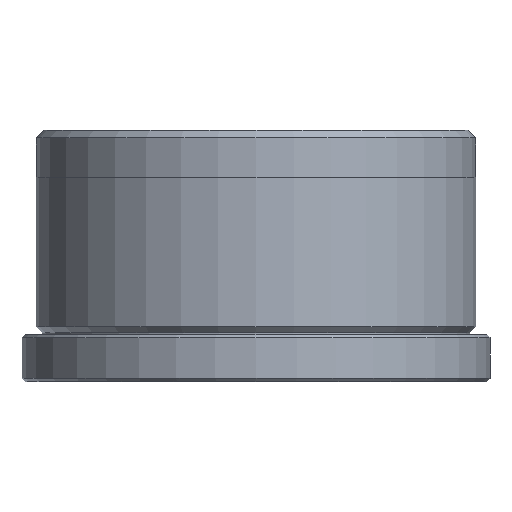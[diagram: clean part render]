
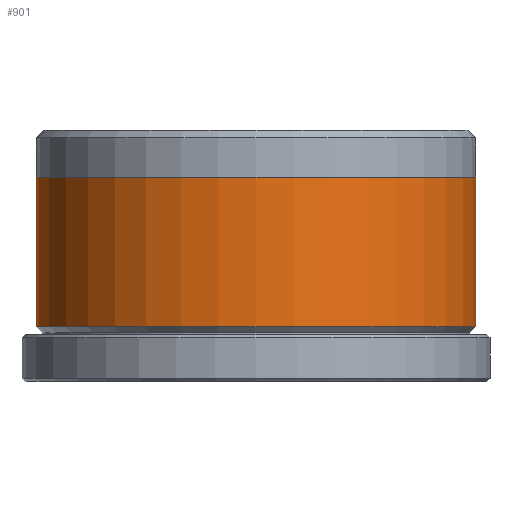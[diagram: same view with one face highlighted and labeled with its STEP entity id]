
A CAD part, front view. The second image highlights one B-rep face of the part: STEP entity #901.
In plain terms, the highlighted cylindrical face has radius 14 mm (diameter 28 mm), a partial arc.
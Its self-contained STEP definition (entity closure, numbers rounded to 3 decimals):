
#55 = LINE ( 'NONE', #1017, #820 ) ;
#96 = CARTESIAN_POINT ( 'NONE',  ( 14., 0., 3.5 ) ) ;
#135 = LINE ( 'NONE', #670, #1007 ) ;
#175 = ORIENTED_EDGE ( 'NONE', *, *, #529, .T. ) ;
#203 = EDGE_CURVE ( 'NONE', #2090, #1296, #1749, .T. ) ;
#286 = CYLINDRICAL_SURFACE ( 'NONE', #498, 14. ) ;
#432 = CARTESIAN_POINT ( 'NONE',  ( 0., 0., 16. ) ) ;
#480 = CIRCLE ( 'NONE', #2046, 14. ) ;
#498 = AXIS2_PLACEMENT_3D ( 'NONE', #432, #1703, #1021 ) ;
#529 = EDGE_CURVE ( 'NONE', #2090, #710, #55, .T. ) ;
#657 = DIRECTION ( 'NONE',  ( 1., 0., 0. ) ) ;
#665 = ORIENTED_EDGE ( 'NONE', *, *, #1266, .F. ) ;
#670 = CARTESIAN_POINT ( 'NONE',  ( 14., 0., 16. ) ) ;
#710 = VERTEX_POINT ( 'NONE', #1729 ) ;
#749 = EDGE_LOOP ( 'NONE', ( #875, #1280, #175, #665 ) ) ;
#758 = DIRECTION ( 'NONE',  ( 0., 0., 1. ) ) ;
#820 = VECTOR ( 'NONE', #1710, 1000. ) ;
#875 = ORIENTED_EDGE ( 'NONE', *, *, #1507, .F. ) ;
#901 = ADVANCED_FACE ( 'NONE', ( #2140 ), #286, .T. ) ;
#1007 = VECTOR ( 'NONE', #1151, 1000. ) ;
#1017 = CARTESIAN_POINT ( 'NONE',  ( -14., 0., 16. ) ) ;
#1021 = DIRECTION ( 'NONE',  ( -1., 0., 0. ) ) ;
#1151 = DIRECTION ( 'NONE',  ( 0., 0., -1. ) ) ;
#1266 = EDGE_CURVE ( 'NONE', #1966, #710, #480, .T. ) ;
#1280 = ORIENTED_EDGE ( 'NONE', *, *, #203, .F. ) ;
#1296 = VERTEX_POINT ( 'NONE', #2184 ) ;
#1298 = AXIS2_PLACEMENT_3D ( 'NONE', #2113, #758, #657 ) ;
#1507 = EDGE_CURVE ( 'NONE', #1296, #1966, #135, .T. ) ;
#1511 = CARTESIAN_POINT ( 'NONE',  ( -14., 0., 13. ) ) ;
#1660 = CARTESIAN_POINT ( 'NONE',  ( 0., 0., 3.5 ) ) ;
#1703 = DIRECTION ( 'NONE',  ( 0., 0., -1. ) ) ;
#1710 = DIRECTION ( 'NONE',  ( 0., 0., -1. ) ) ;
#1727 = DIRECTION ( 'NONE',  ( 0., 0., -1. ) ) ;
#1729 = CARTESIAN_POINT ( 'NONE',  ( -14., 0., 3.5 ) ) ;
#1749 = CIRCLE ( 'NONE', #1298, 14. ) ;
#1764 = DIRECTION ( 'NONE',  ( -1., 0., 0. ) ) ;
#1966 = VERTEX_POINT ( 'NONE', #96 ) ;
#2046 = AXIS2_PLACEMENT_3D ( 'NONE', #1660, #1727, #1764 ) ;
#2090 = VERTEX_POINT ( 'NONE', #1511 ) ;
#2113 = CARTESIAN_POINT ( 'NONE',  ( 0., 0., 13. ) ) ;
#2140 = FACE_OUTER_BOUND ( 'NONE', #749, .T. ) ;
#2184 = CARTESIAN_POINT ( 'NONE',  ( 14., 0., 13. ) ) ;
